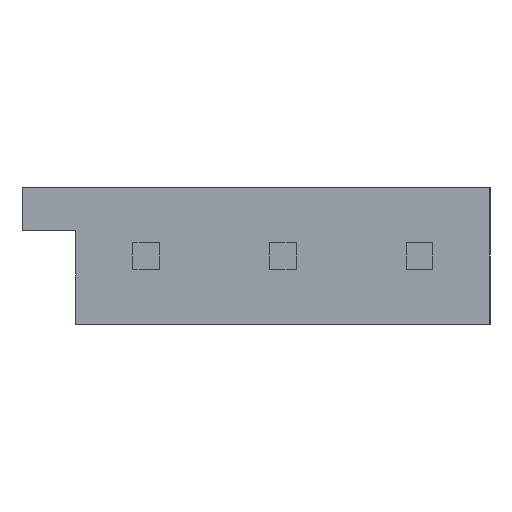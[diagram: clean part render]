
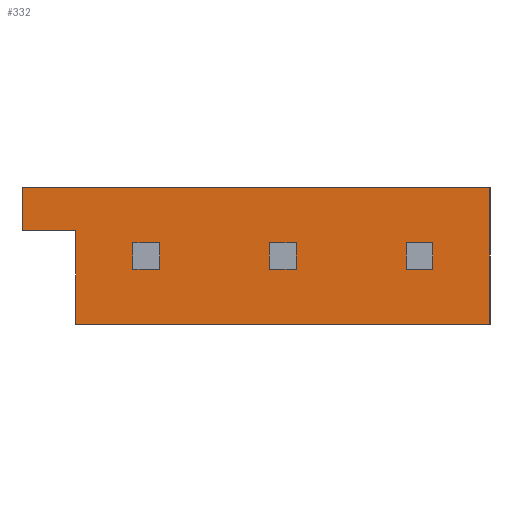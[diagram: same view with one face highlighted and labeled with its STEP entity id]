
A CAD part, left-side view. The second image highlights one B-rep face of the part: STEP entity #332.
In plain terms, the highlighted planar face has unit normal (-1, 0, 0).
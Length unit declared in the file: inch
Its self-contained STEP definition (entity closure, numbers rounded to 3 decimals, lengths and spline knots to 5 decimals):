
#15=FACE_BOUND('',#64,.T.);
#16=FACE_BOUND('',#65,.T.);
#17=FACE_BOUND('',#66,.T.);
#29=PLANE('',#383);
#46=FACE_OUTER_BOUND('',#63,.T.);
#63=EDGE_LOOP('',(#263,#264,#265,#266,#267,#268));
#64=EDGE_LOOP('',(#269,#270,#271,#272));
#65=EDGE_LOOP('',(#273,#274,#275,#276));
#66=EDGE_LOOP('',(#277,#278,#279,#280));
#77=LINE('',#524,#110);
#78=LINE('',#526,#111);
#79=LINE('',#528,#112);
#80=LINE('',#530,#113);
#81=LINE('',#532,#114);
#82=LINE('',#533,#115);
#83=LINE('',#536,#116);
#84=LINE('',#538,#117);
#85=LINE('',#540,#118);
#86=LINE('',#541,#119);
#87=LINE('',#544,#120);
#88=LINE('',#546,#121);
#89=LINE('',#548,#122);
#90=LINE('',#549,#123);
#91=LINE('',#552,#124);
#92=LINE('',#554,#125);
#93=LINE('',#556,#126);
#94=LINE('',#557,#127);
#110=VECTOR('',#440,0.03937);
#111=VECTOR('',#441,0.0685);
#112=VECTOR('',#442,0.30315);
#113=VECTOR('',#443,0.1);
#114=VECTOR('',#444,0.34252);
#115=VECTOR('',#445,0.0315);
#116=VECTOR('',#446,0.01969);
#117=VECTOR('',#447,0.01969);
#118=VECTOR('',#448,0.01969);
#119=VECTOR('',#449,0.01969);
#120=VECTOR('',#450,0.01969);
#121=VECTOR('',#451,0.01969);
#122=VECTOR('',#452,0.01969);
#123=VECTOR('',#453,0.01969);
#124=VECTOR('',#454,0.01969);
#125=VECTOR('',#455,0.01969);
#126=VECTOR('',#456,0.01969);
#127=VECTOR('',#457,0.01969);
#164=VERTEX_POINT('',#522);
#165=VERTEX_POINT('',#523);
#166=VERTEX_POINT('',#525);
#167=VERTEX_POINT('',#527);
#168=VERTEX_POINT('',#529);
#169=VERTEX_POINT('',#531);
#170=VERTEX_POINT('',#534);
#171=VERTEX_POINT('',#535);
#172=VERTEX_POINT('',#537);
#173=VERTEX_POINT('',#539);
#174=VERTEX_POINT('',#542);
#175=VERTEX_POINT('',#543);
#176=VERTEX_POINT('',#545);
#177=VERTEX_POINT('',#547);
#178=VERTEX_POINT('',#550);
#179=VERTEX_POINT('',#551);
#180=VERTEX_POINT('',#553);
#181=VERTEX_POINT('',#555);
#203=EDGE_CURVE('',#164,#165,#77,.T.);
#204=EDGE_CURVE('',#164,#166,#78,.T.);
#205=EDGE_CURVE('',#166,#167,#79,.T.);
#206=EDGE_CURVE('',#167,#168,#80,.T.);
#207=EDGE_CURVE('',#169,#168,#81,.T.);
#208=EDGE_CURVE('',#169,#165,#82,.T.);
#209=EDGE_CURVE('',#170,#171,#83,.T.);
#210=EDGE_CURVE('',#170,#172,#84,.T.);
#211=EDGE_CURVE('',#173,#172,#85,.T.);
#212=EDGE_CURVE('',#171,#173,#86,.T.);
#213=EDGE_CURVE('',#174,#175,#87,.T.);
#214=EDGE_CURVE('',#174,#176,#88,.T.);
#215=EDGE_CURVE('',#177,#176,#89,.T.);
#216=EDGE_CURVE('',#175,#177,#90,.T.);
#217=EDGE_CURVE('',#178,#179,#91,.T.);
#218=EDGE_CURVE('',#178,#180,#92,.T.);
#219=EDGE_CURVE('',#181,#180,#93,.T.);
#220=EDGE_CURVE('',#179,#181,#94,.T.);
#263=ORIENTED_EDGE('',*,*,#203,.F.);
#264=ORIENTED_EDGE('',*,*,#204,.T.);
#265=ORIENTED_EDGE('',*,*,#205,.T.);
#266=ORIENTED_EDGE('',*,*,#206,.T.);
#267=ORIENTED_EDGE('',*,*,#207,.F.);
#268=ORIENTED_EDGE('',*,*,#208,.T.);
#269=ORIENTED_EDGE('',*,*,#209,.F.);
#270=ORIENTED_EDGE('',*,*,#210,.T.);
#271=ORIENTED_EDGE('',*,*,#211,.F.);
#272=ORIENTED_EDGE('',*,*,#212,.F.);
#273=ORIENTED_EDGE('',*,*,#213,.F.);
#274=ORIENTED_EDGE('',*,*,#214,.T.);
#275=ORIENTED_EDGE('',*,*,#215,.F.);
#276=ORIENTED_EDGE('',*,*,#216,.F.);
#277=ORIENTED_EDGE('',*,*,#217,.F.);
#278=ORIENTED_EDGE('',*,*,#218,.T.);
#279=ORIENTED_EDGE('',*,*,#219,.F.);
#280=ORIENTED_EDGE('',*,*,#220,.F.);
#332=ADVANCED_FACE('',(#46,#15,#16,#17),#29,.T.);
#383=AXIS2_PLACEMENT_3D('',#521,#438,#439);
#438=DIRECTION('center_axis',(-1.,0.,0.));
#439=DIRECTION('ref_axis',(0.,0.,1.));
#440=DIRECTION('',(0.,1.,0.));
#441=DIRECTION('',(0.,0.,-1.));
#442=DIRECTION('',(0.,-1.,0.));
#443=DIRECTION('',(0.,0.,1.));
#444=DIRECTION('',(0.,-1.,0.));
#445=DIRECTION('',(0.,0.,-1.));
#446=DIRECTION('',(0.,0.,1.));
#447=DIRECTION('',(0.,1.,0.));
#448=DIRECTION('',(0.,0.,-1.));
#449=DIRECTION('',(0.,1.,0.));
#450=DIRECTION('',(0.,0.,1.));
#451=DIRECTION('',(0.,1.,0.));
#452=DIRECTION('',(0.,0.,-1.));
#453=DIRECTION('',(0.,1.,0.));
#454=DIRECTION('',(0.,1.,0.));
#455=DIRECTION('',(0.,0.,-1.));
#456=DIRECTION('',(0.,-1.,0.));
#457=DIRECTION('',(0.,0.,-1.));
#521=CARTESIAN_POINT('Origin',(-0.27559,0.15157,-0.05));
#522=CARTESIAN_POINT('',(-0.27559,0.15157,0.0185));
#523=CARTESIAN_POINT('',(-0.27559,0.19094,0.0185));
#524=CARTESIAN_POINT('',(-0.27559,0.15157,0.0185));
#525=CARTESIAN_POINT('',(-0.27559,0.15157,-0.05));
#526=CARTESIAN_POINT('',(-0.27559,0.15157,0.0185));
#527=CARTESIAN_POINT('',(-0.27559,-0.15157,-0.05));
#528=CARTESIAN_POINT('',(-0.27559,0.15157,-0.05));
#529=CARTESIAN_POINT('',(-0.27559,-0.15157,0.05));
#530=CARTESIAN_POINT('',(-0.27559,-0.15157,-0.05));
#531=CARTESIAN_POINT('',(-0.27559,0.19094,0.05));
#532=CARTESIAN_POINT('',(-0.27559,0.19094,0.05));
#533=CARTESIAN_POINT('',(-0.27559,0.19094,0.05));
#534=CARTESIAN_POINT('',(-0.27559,-0.00984,-0.00984));
#535=CARTESIAN_POINT('',(-0.27559,-0.00984,0.00984));
#536=CARTESIAN_POINT('',(-0.27559,-0.00984,-0.00984));
#537=CARTESIAN_POINT('',(-0.27559,0.00984,-0.00984));
#538=CARTESIAN_POINT('',(-0.27559,-0.00984,-0.00984));
#539=CARTESIAN_POINT('',(-0.27559,0.00984,0.00984));
#540=CARTESIAN_POINT('',(-0.27559,0.00984,0.00984));
#541=CARTESIAN_POINT('',(-0.27559,-0.00984,0.00984));
#542=CARTESIAN_POINT('',(-0.27559,0.09016,-0.00984));
#543=CARTESIAN_POINT('',(-0.27559,0.09016,0.00984));
#544=CARTESIAN_POINT('',(-0.27559,0.09016,-0.00984));
#545=CARTESIAN_POINT('',(-0.27559,0.10984,-0.00984));
#546=CARTESIAN_POINT('',(-0.27559,0.09016,-0.00984));
#547=CARTESIAN_POINT('',(-0.27559,0.10984,0.00984));
#548=CARTESIAN_POINT('',(-0.27559,0.10984,0.00984));
#549=CARTESIAN_POINT('',(-0.27559,0.09016,0.00984));
#550=CARTESIAN_POINT('',(-0.27559,-0.10984,0.00984));
#551=CARTESIAN_POINT('',(-0.27559,-0.09016,0.00984));
#552=CARTESIAN_POINT('',(-0.27559,-0.10984,0.00984));
#553=CARTESIAN_POINT('',(-0.27559,-0.10984,-0.00984));
#554=CARTESIAN_POINT('',(-0.27559,-0.10984,0.00984));
#555=CARTESIAN_POINT('',(-0.27559,-0.09016,-0.00984));
#556=CARTESIAN_POINT('',(-0.27559,-0.09016,-0.00984));
#557=CARTESIAN_POINT('',(-0.27559,-0.09016,0.00984));
